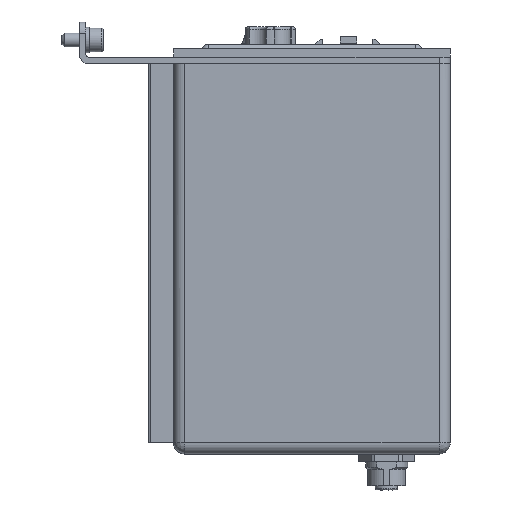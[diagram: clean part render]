
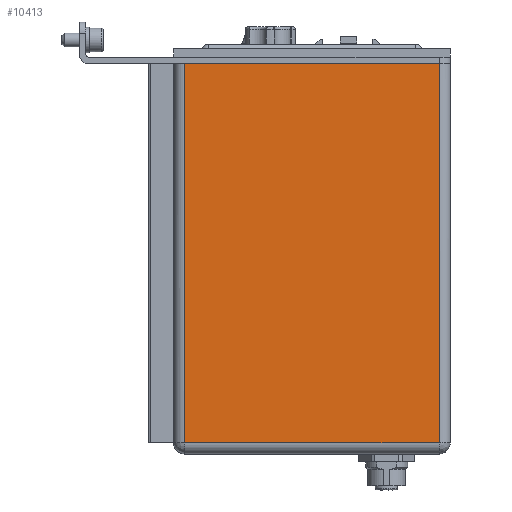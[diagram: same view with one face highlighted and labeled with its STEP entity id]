
A CAD part, left-side view. The second image highlights one B-rep face of the part: STEP entity #10413.
In plain terms, the highlighted free-form (B-spline) face has degree [1, 1] with [2, 2] control points.
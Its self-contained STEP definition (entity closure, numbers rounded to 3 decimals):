
#10001 = VERTEX_POINT('',#10002);
#10002 = CARTESIAN_POINT('',(-51.377,-45.403,
    -17.946));
#10008 = EDGE_CURVE('',#10009,#10001,#10011,.T.);
#10009 = VERTEX_POINT('',#10010);
#10010 = CARTESIAN_POINT('',(-51.377,-155.325,
    -17.946));
#10011 = B_SPLINE_CURVE_WITH_KNOTS('',1,(#10012,#10013),.UNSPECIFIED.,
  .F.,.F.,(2,2),(0.,92.),.PIECEWISE_BEZIER_KNOTS.);
#10012 = CARTESIAN_POINT('',(-51.377,-155.325,
    -17.946));
#10013 = CARTESIAN_POINT('',(-51.377,-45.403,
    -17.946));
#10346 = VERTEX_POINT('',#10347);
#10347 = CARTESIAN_POINT('',(-51.377,-45.403,
    -181.85));
#10353 = EDGE_CURVE('',#10001,#10346,#10354,.T.);
#10354 = B_SPLINE_CURVE_WITH_KNOTS('',1,(#10355,#10356),.UNSPECIFIED.,
  .F.,.F.,(2,2),(0.,137.18),.PIECEWISE_BEZIER_KNOTS.);
#10355 = CARTESIAN_POINT('',(-51.377,-45.403,
    -17.946));
#10356 = CARTESIAN_POINT('',(-51.377,-45.403,
    -181.85));
#10413 = ADVANCED_FACE('',(#10414),#10430,.F.);
#10414 = FACE_BOUND('',#10415,.T.);
#10415 = EDGE_LOOP('',(#10416,#10423,#10428,#10429));
#10416 = ORIENTED_EDGE('',*,*,#10417,.T.);
#10417 = EDGE_CURVE('',#10346,#10418,#10420,.T.);
#10418 = VERTEX_POINT('',#10419);
#10419 = CARTESIAN_POINT('',(-51.377,-155.325,
    -181.85));
#10420 = B_SPLINE_CURVE_WITH_KNOTS('',1,(#10421,#10422),.UNSPECIFIED.,
  .F.,.F.,(2,2),(0.,92.),.PIECEWISE_BEZIER_KNOTS.);
#10421 = CARTESIAN_POINT('',(-51.377,-45.403,
    -181.85));
#10422 = CARTESIAN_POINT('',(-51.377,-155.325,
    -181.85));
#10423 = ORIENTED_EDGE('',*,*,#10424,.F.);
#10424 = EDGE_CURVE('',#10009,#10418,#10425,.T.);
#10425 = B_SPLINE_CURVE_WITH_KNOTS('',1,(#10426,#10427),.UNSPECIFIED.,
  .F.,.F.,(2,2),(0.,137.18),.PIECEWISE_BEZIER_KNOTS.);
#10426 = CARTESIAN_POINT('',(-51.377,-155.325,
    -17.946));
#10427 = CARTESIAN_POINT('',(-51.377,-155.325,
    -181.85));
#10428 = ORIENTED_EDGE('',*,*,#10008,.T.);
#10429 = ORIENTED_EDGE('',*,*,#10353,.T.);
#10430 = B_SPLINE_SURFACE_WITH_KNOTS('',1,1,(
    (#10431,#10432)
    ,(#10433,#10434
  )),.UNSPECIFIED.,.F.,.F.,.F.,(2,2),(2,2),(3.32,140.5),(-126.7,-34.7),
  .PIECEWISE_BEZIER_KNOTS.);
#10431 = CARTESIAN_POINT('',(-51.377,-155.325,
    -17.946));
#10432 = CARTESIAN_POINT('',(-51.377,-45.403,
    -17.946));
#10433 = CARTESIAN_POINT('',(-51.377,-155.325,
    -181.85));
#10434 = CARTESIAN_POINT('',(-51.377,-45.403,
    -181.85));
